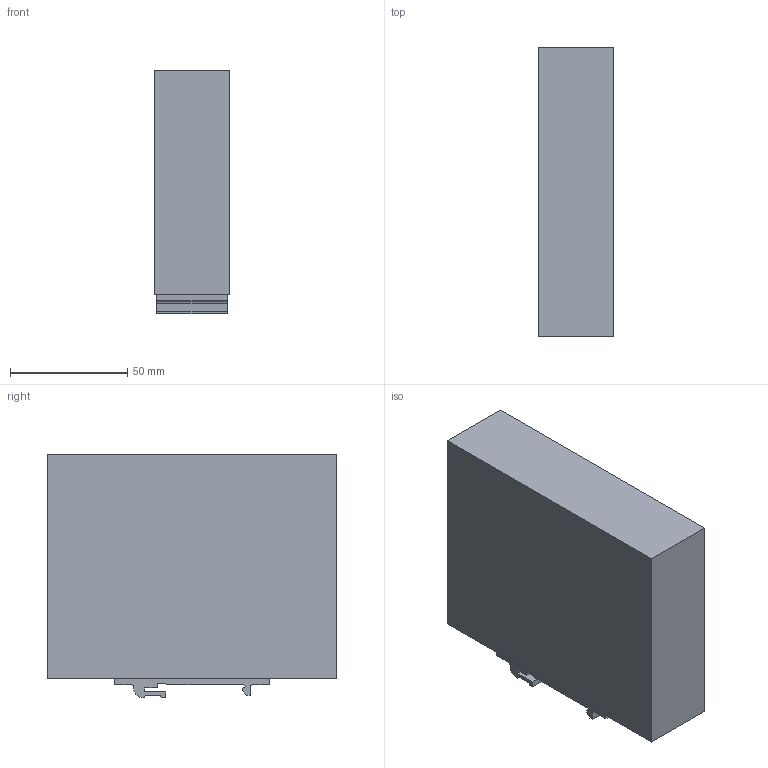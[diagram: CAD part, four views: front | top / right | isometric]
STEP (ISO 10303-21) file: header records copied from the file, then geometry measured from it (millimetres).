
FILE_DESCRIPTION (( 'STEP AP214' ), '1' );
FILE_NAME ('DM124033S.STEP', '2017-11-21T19:51:33', ( '' ), ( '' ), 'SwSTEP 2.0', 'SolidWorks 2017', '' );
FILE_SCHEMA (( 'AUTOMOTIVE_DESIGN' ));
Length unit declared in the file: millimetre
Products named in the file (1): DM124033S
Bounding box: 32 x 123.2 x 103.8 mm (x, y, z)
Volume: 383923.8 mm3; surface area: 39343.7 mm2
Topology: 1 solids, 1 shells, 36 faces, 99 edges, 66 vertices
Faces by surface type: plane 33, cylinder 3
Entity records: 1174 total; most frequent: CARTESIAN_POINT 202, ORIENTED_EDGE 198, DIRECTION 179, EDGE_CURVE 99, VECTOR 93, LINE 93, VERTEX_POINT 66, AXIS2_PLACEMENT_3D 43
